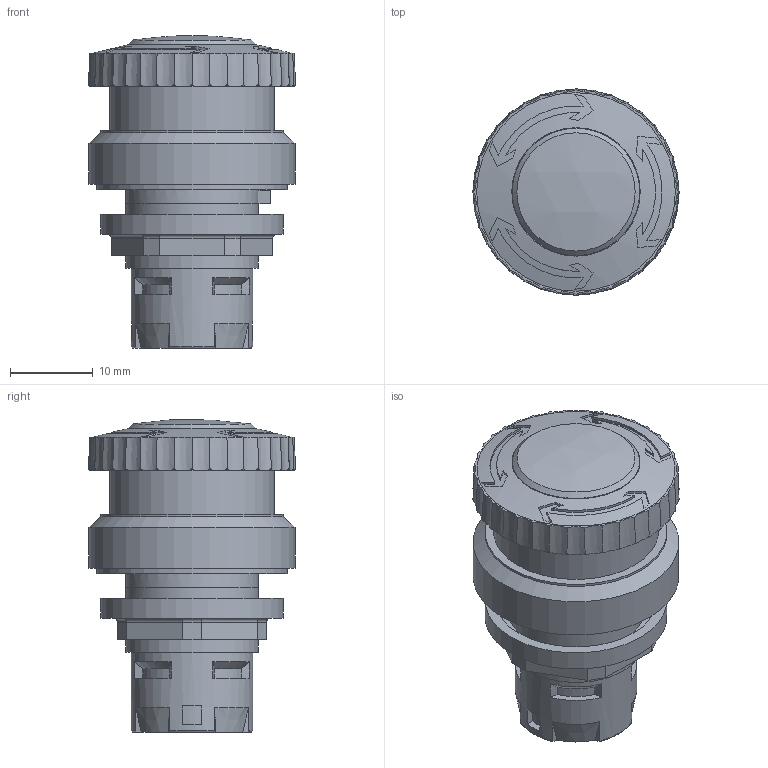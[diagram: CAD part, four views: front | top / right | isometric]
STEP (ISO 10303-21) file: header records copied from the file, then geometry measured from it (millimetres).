
FILE_DESCRIPTION(/* description */ (''),/* implementation_level */ '2;1');
FILE_NAME(/* name */ 'RKVGB.stp',/* time_stamp */ '2017-08-22T14:20:13+02:00',/* author */ ('mharscher'),/* organization */ (''),/* preprocessor_version */ 'ST-DEVELOPER v16.1',/* originating_system */ 'Autodesk Inventor 2016',/* authorisation */ '');
FILE_SCHEMA (('AUTOMOTIVE_DESIGN { 1 0 10303 214 3 1 1 }'));
Length unit declared in the file: centimetre
Products named in the file (1): RKVGB
Bounding box: 25 x 25 x 37.81 mm (x, y, z)
Volume: 10730.2 mm3; surface area: 4769.8 mm2
Topology: 1 solids, 7 shells, 234 faces, 564 edges, 371 vertices
Faces by surface type: plane 123, cone 53, cylinder 39, sphere 12, torus 7
Full cylindrical faces by diameter (mm): 14.7 x1, 15.4 x1, 15.5 x1, 15.9 x1, 16 x2, 16.008 x1, 16.5 x1, 17.2 x1, 19.5 x1, 19.9 x1, 22 x2, 23 x1, 24.9 x1
Entity records: 7988 total; most frequent: CARTESIAN_POINT 2539, DIRECTION 1218, ORIENTED_EDGE 1054, EDGE_CURVE 527, AXIS2_PLACEMENT_3D 516, VERTEX_POINT 361, EDGE_LOOP 288, CIRCLE 267
